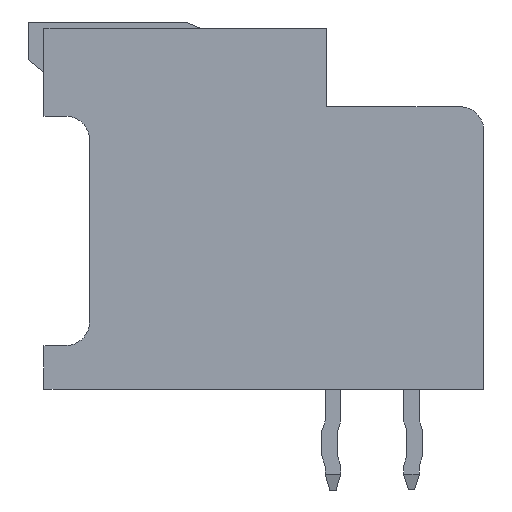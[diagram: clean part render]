
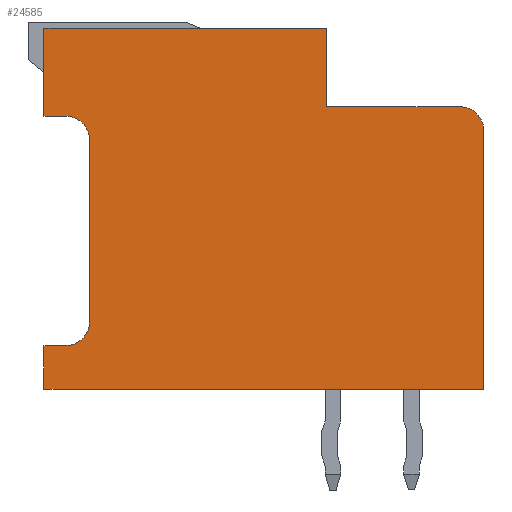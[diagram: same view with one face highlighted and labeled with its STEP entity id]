
A CAD part, left-side view. The second image highlights one B-rep face of the part: STEP entity #24585.
In plain terms, the highlighted face is planar.
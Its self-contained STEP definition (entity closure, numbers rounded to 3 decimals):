
#85=CIRCLE('',#25602,0.75);
#90=CIRCLE('',#25620,0.75);
#91=CIRCLE('',#25621,0.75);
#2714=ORIENTED_EDGE('',*,*,#6774,.T.);
#2715=ORIENTED_EDGE('',*,*,#6786,.T.);
#2716=ORIENTED_EDGE('',*,*,#6783,.T.);
#2717=ORIENTED_EDGE('',*,*,#6840,.T.);
#2718=ORIENTED_EDGE('',*,*,#6841,.T.);
#2719=ORIENTED_EDGE('',*,*,#6794,.T.);
#2720=ORIENTED_EDGE('',*,*,#6831,.T.);
#2721=ORIENTED_EDGE('',*,*,#6842,.F.);
#2722=ORIENTED_EDGE('',*,*,#6835,.T.);
#2723=ORIENTED_EDGE('',*,*,#6843,.F.);
#2724=ORIENTED_EDGE('',*,*,#6839,.T.);
#2725=ORIENTED_EDGE('',*,*,#6844,.T.);
#2726=ORIENTED_EDGE('',*,*,#6779,.T.);
#6774=EDGE_CURVE('',#8859,#8858,#10886,.T.);
#6779=EDGE_CURVE('',#8862,#8859,#10891,.T.);
#6783=EDGE_CURVE('',#8866,#8865,#10895,.T.);
#6786=EDGE_CURVE('',#8858,#8866,#85,.T.);
#6794=EDGE_CURVE('',#8874,#8873,#10904,.T.);
#6831=EDGE_CURVE('',#8873,#8903,#10937,.T.);
#6835=EDGE_CURVE('',#8904,#8907,#10941,.T.);
#6839=EDGE_CURVE('',#8908,#8911,#10945,.T.);
#6840=EDGE_CURVE('',#8865,#8912,#10946,.T.);
#6841=EDGE_CURVE('',#8912,#8874,#10947,.T.);
#6842=EDGE_CURVE('',#8904,#8903,#90,.T.);
#6843=EDGE_CURVE('',#8908,#8907,#91,.T.);
#6844=EDGE_CURVE('',#8911,#8862,#10948,.T.);
#8858=VERTEX_POINT('',#33655);
#8859=VERTEX_POINT('',#33657);
#8862=VERTEX_POINT('',#33666);
#8865=VERTEX_POINT('',#33673);
#8866=VERTEX_POINT('',#33675);
#8873=VERTEX_POINT('',#33695);
#8874=VERTEX_POINT('',#33697);
#8903=VERTEX_POINT('',#33770);
#8904=VERTEX_POINT('',#33774);
#8907=VERTEX_POINT('',#33779);
#8908=VERTEX_POINT('',#33783);
#8911=VERTEX_POINT('',#33788);
#8912=VERTEX_POINT('',#33792);
#10886=LINE('',#33656,#13390);
#10891=LINE('',#33665,#13395);
#10895=LINE('',#33674,#13399);
#10904=LINE('',#33696,#13408);
#10937=LINE('',#33771,#13441);
#10941=LINE('',#33780,#13445);
#10945=LINE('',#33789,#13449);
#10946=LINE('',#33791,#13450);
#10947=LINE('',#33793,#13451);
#10948=LINE('',#33796,#13452);
#13390=VECTOR('',#28621,1000.);
#13395=VECTOR('',#28628,1000.);
#13399=VECTOR('',#28634,1000.);
#13408=VECTOR('',#28653,1000.);
#13441=VECTOR('',#28710,1000.);
#13445=VECTOR('',#28716,1000.);
#13449=VECTOR('',#28722,1000.);
#13450=VECTOR('',#28725,1000.);
#13451=VECTOR('',#28726,1000.);
#13452=VECTOR('',#28731,1000.);
#14957=EDGE_LOOP('',(#2714,#2715,#2716,#2717,#2718,#2719,#2720,#2721,#2722,
#2723,#2724,#2725,#2726));
#15939=FACE_BOUND('',#14957,.T.);
#16897=PLANE('',#25619);
#24585=ADVANCED_FACE('',(#15939),#16897,.T.);
#25602=AXIS2_PLACEMENT_3D('',#33679,#28640,#28641);
#25619=AXIS2_PLACEMENT_3D('',#33790,#28723,#28724);
#25620=AXIS2_PLACEMENT_3D('',#33794,#28727,#28728);
#25621=AXIS2_PLACEMENT_3D('',#33795,#28729,#28730);
#28621=DIRECTION('',(0.,1.,0.));
#28628=DIRECTION('',(0.,0.,-1.));
#28634=DIRECTION('',(0.,0.,1.));
#28640=DIRECTION('',(1.,0.,0.));
#28641=DIRECTION('',(0.,0.,-1.));
#28653=DIRECTION('',(0.,-1.,0.));
#28710=DIRECTION('',(0.,0.,-1.));
#28716=DIRECTION('',(0.,-1.,0.));
#28722=DIRECTION('',(0.,0.,1.));
#28723=DIRECTION('',(1.,0.,0.));
#28724=DIRECTION('',(0.,0.,-1.));
#28725=DIRECTION('',(0.,1.,0.));
#28726=DIRECTION('',(0.,0.,1.));
#28727=DIRECTION('',(1.,0.,0.));
#28728=DIRECTION('',(0.,0.,-1.));
#28729=DIRECTION('',(1.,0.,0.));
#28730=DIRECTION('',(0.,0.,-1.));
#28731=DIRECTION('',(0.,-1.,0.));
#33655=CARTESIAN_POINT('',(11.7,3.75,-7.));
#33656=CARTESIAN_POINT('',(11.7,-4.5,-7.));
#33657=CARTESIAN_POINT('',(11.7,-4.5,-7.));
#33665=CARTESIAN_POINT('',(11.7,-4.5,7.));
#33666=CARTESIAN_POINT('',(11.7,-4.5,7.));
#33673=CARTESIAN_POINT('',(11.7,4.5,-2.));
#33674=CARTESIAN_POINT('',(11.7,4.5,-7.));
#33675=CARTESIAN_POINT('',(11.7,4.5,-6.25));
#33679=CARTESIAN_POINT('',(11.7,3.75,-6.25));
#33695=CARTESIAN_POINT('',(11.7,4.2,7.));
#33696=CARTESIAN_POINT('',(11.7,7.,7.));
#33697=CARTESIAN_POINT('',(11.7,7.,7.));
#33770=CARTESIAN_POINT('',(11.7,4.2,6.3));
#33771=CARTESIAN_POINT('',(11.7,4.2,7.));
#33774=CARTESIAN_POINT('',(11.7,3.45,5.55));
#33779=CARTESIAN_POINT('',(11.7,-2.35,5.55));
#33780=CARTESIAN_POINT('',(11.7,4.2,5.55));
#33783=CARTESIAN_POINT('',(11.7,-3.1,6.3));
#33788=CARTESIAN_POINT('',(11.7,-3.1,7.));
#33789=CARTESIAN_POINT('',(11.7,-3.1,5.55));
#33790=CARTESIAN_POINT('',(11.7,0.,0.));
#33791=CARTESIAN_POINT('',(11.7,4.5,-2.));
#33792=CARTESIAN_POINT('',(11.7,7.,-2.));
#33793=CARTESIAN_POINT('',(11.7,7.,-2.));
#33794=CARTESIAN_POINT('',(11.7,3.45,6.3));
#33795=CARTESIAN_POINT('',(11.7,-2.35,6.3));
#33796=CARTESIAN_POINT('',(11.7,-3.1,7.));
